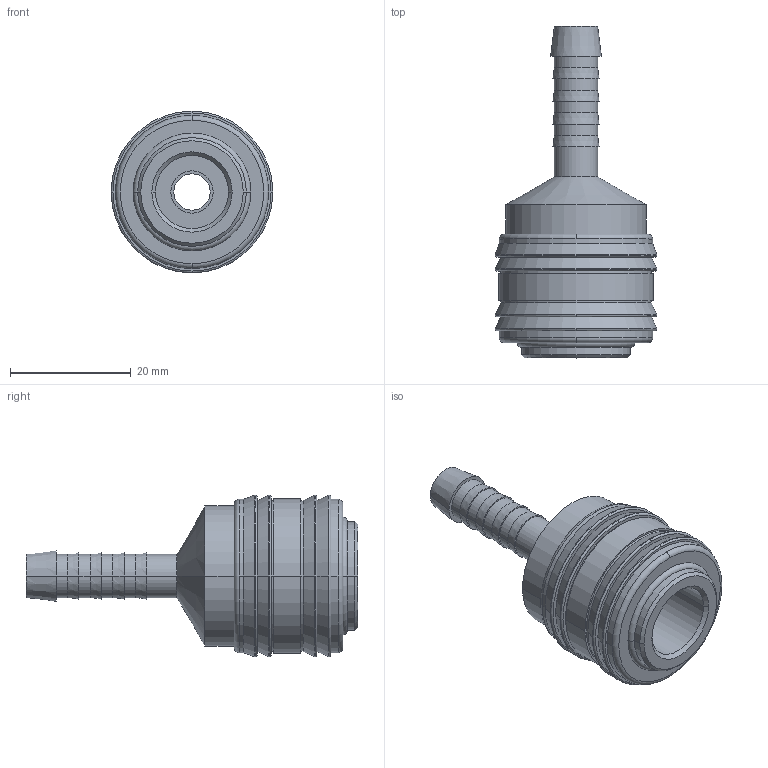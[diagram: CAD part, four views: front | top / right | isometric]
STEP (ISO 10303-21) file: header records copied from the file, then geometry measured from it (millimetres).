
FILE_DESCRIPTION(('STEP AP214'),'1');
FILE_NAME('esn_6_tab.stp','2020-03-05T08:44:03',('TraceParts'),('TraceParts S.A.'),'Spatial InterOp 3D',' ',' ');
FILE_SCHEMA(('automotive_design'));
Length unit declared in the file: millimetre
Products named in the file (1): 1
Bounding box: 26.8 x 55 x 26.8 mm (x, y, z)
Volume: 10643.1 mm3; surface area: 5300.2 mm2
Topology: 1 solids, 1 shells, 93 faces, 205 edges, 129 vertices
Faces by surface type: cylinder 30, cone 24, torus 22, plane 17
Entity records: 3390 total; most frequent: DIRECTION 544, CARTESIAN_POINT 428, ORIENTED_EDGE 410, AXIS2_PLACEMENT_3D 245, EDGE_CURVE 205, CIRCLE 151, VERTEX_POINT 129, EDGE_LOOP 110
